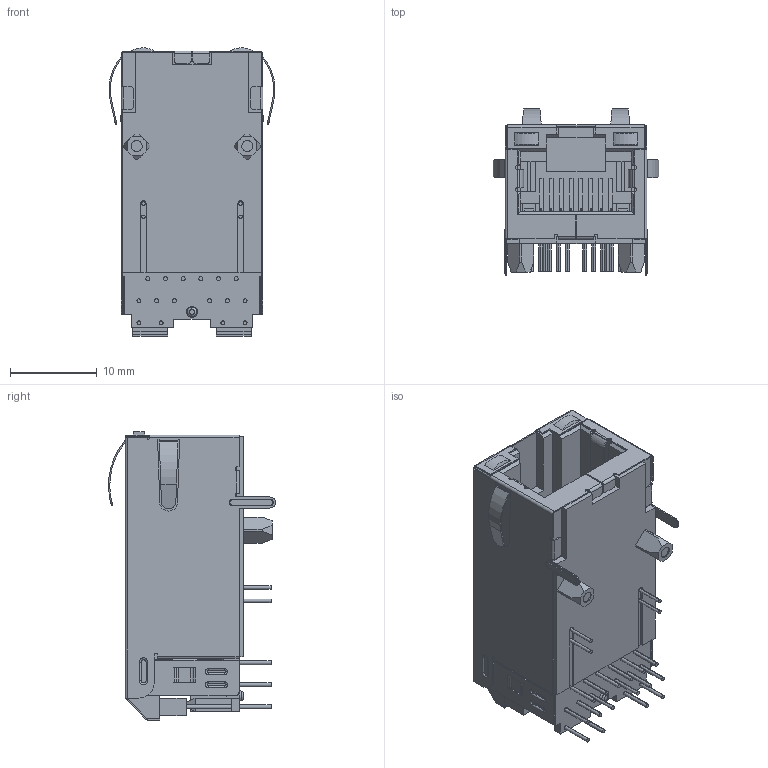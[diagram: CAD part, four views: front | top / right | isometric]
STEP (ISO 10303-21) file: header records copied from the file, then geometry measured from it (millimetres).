
FILE_DESCRIPTION (( 'STEP AP214' ), '1' );
FILE_NAME ('0826-1X1T-HS-F.STEP', '2020-05-15T01:57:29', ( '' ), ( '' ), 'SwSTEP 2.0', 'SolidWorks 2017', '' );
FILE_SCHEMA (( 'AUTOMOTIVE_DESIGN' ));
Length unit declared in the file: inch
Products named in the file (1): 0826-1X1T-HS-F
Bounding box: 19.07 x 19.19 x 33.14 mm (x, y, z)
Volume: 5601.3 mm3; surface area: 6265.1 mm2
Topology: 35 solids, 35 shells, 956 faces, 2311 edges, 1442 vertices
Faces by surface type: plane 651, cylinder 243, torus 56, bspline 4, cone 2
Entity records: 27957 total; most frequent: CARTESIAN_POINT 4958, DIRECTION 4707, ORIENTED_EDGE 4622, EDGE_CURVE 2311, LINE 1693, VECTOR 1693, AXIS2_PLACEMENT_3D 1507, VERTEX_POINT 1442
